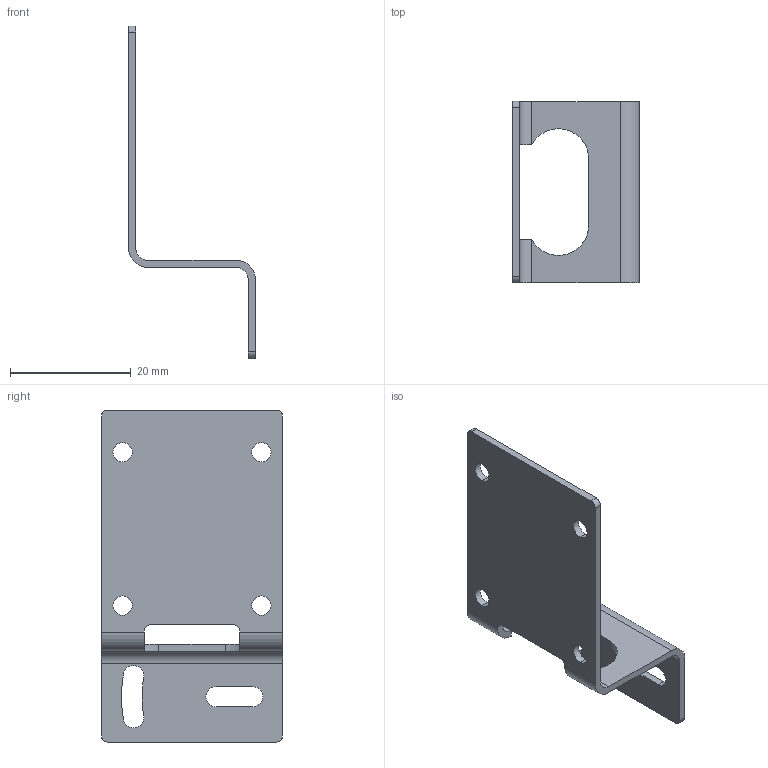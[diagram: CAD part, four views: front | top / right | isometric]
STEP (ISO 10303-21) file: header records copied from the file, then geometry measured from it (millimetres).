
FILE_DESCRIPTION (( 'STEP AP214' ), '1' );
FILE_NAME ('ST104.step', '2018-04-12T21:16:19', ( '' ), ( '' ), 'SwSTEP 2.0', 'SolidWorks 2017', '' );
FILE_SCHEMA (( 'AUTOMOTIVE_DESIGN' ));
Length unit declared in the file: inch
Products named in the file (1): ST104
Bounding box: 21 x 30 x 55 mm (x, y, z)
Volume: 2182.7 mm3; surface area: 4062.5 mm2
Topology: 1 solids, 1 shells, 45 faces, 131 edges, 86 vertices
Faces by surface type: cylinder 29, plane 16
Entity records: 1579 total; most frequent: DIRECTION 281, CARTESIAN_POINT 263, ORIENTED_EDGE 262, EDGE_CURVE 131, AXIS2_PLACEMENT_3D 104, VERTEX_POINT 86, VECTOR 73, LINE 73
